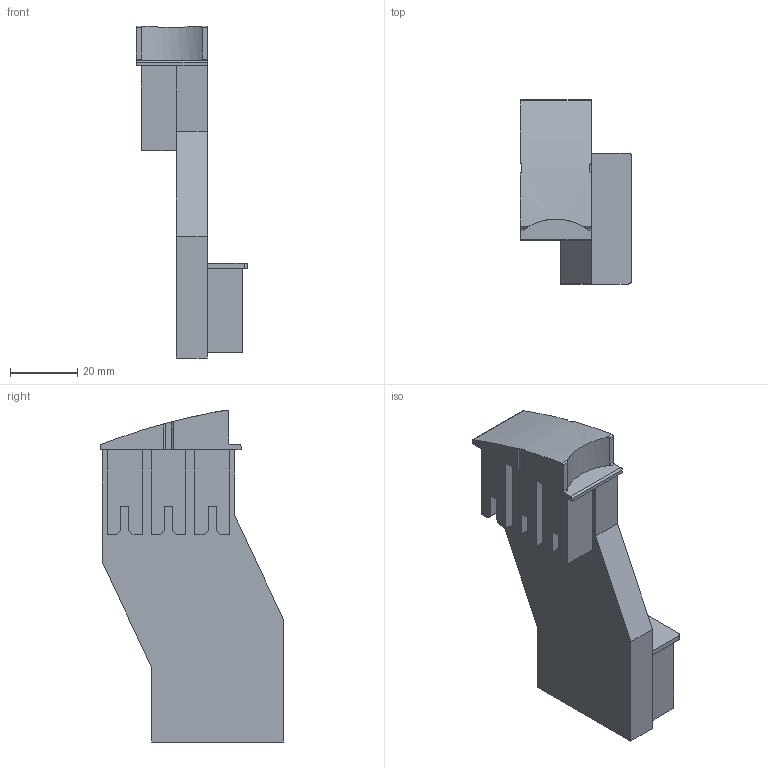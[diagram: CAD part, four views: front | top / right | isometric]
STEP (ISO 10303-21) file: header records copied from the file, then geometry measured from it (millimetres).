
FILE_DESCRIPTION(('STEP AP214'),'1');
FILE_NAME('cctmp_BF59DC20-BF8A-4B35-B285-E0FEB9746DAA_2023_07_18_13_15_41_0143..stp','2023-07-18T11:15:41',('SIEMENS A&D'),('CADClick - www.CADClick.com'),'Spatial InterOp 3D postprocessed',' ','unknown authorization');
FILE_SCHEMA(('AUTOMOTIVE_DESIGN'));
Length unit declared in the file: millimetre
Products named in the file (1): 2023_07_18_13_15_41_0143
Bounding box: 33.1 x 54.78 x 98.92 mm (x, y, z)
Volume: 55031.3 mm3; surface area: 16725.1 mm2
Topology: 1 solids, 1 shells, 99 faces, 288 edges, 192 vertices
Faces by surface type: plane 85, cylinder 14
Entity records: 5549 total; most frequent: CARTESIAN_POINT 681, STYLED_ITEM 580, PRESENTATION_STYLE_ASSIGNMENT 580, ORIENTED_EDGE 576, DIRECTION 502, EDGE_CURVE 288, CURVE_STYLE 288, DRAUGHTING_PRE_DEFINED_CURVE_FONT 288
